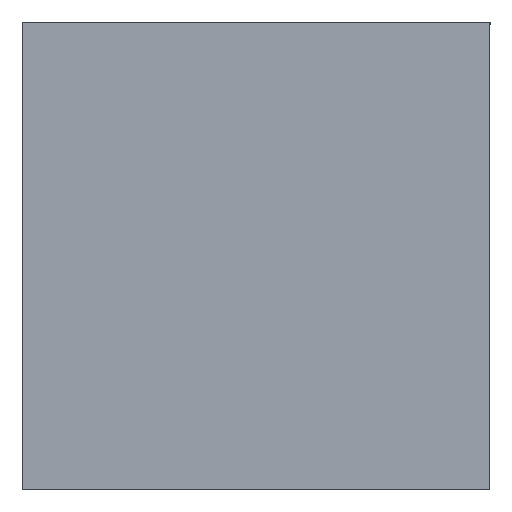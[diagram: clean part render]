
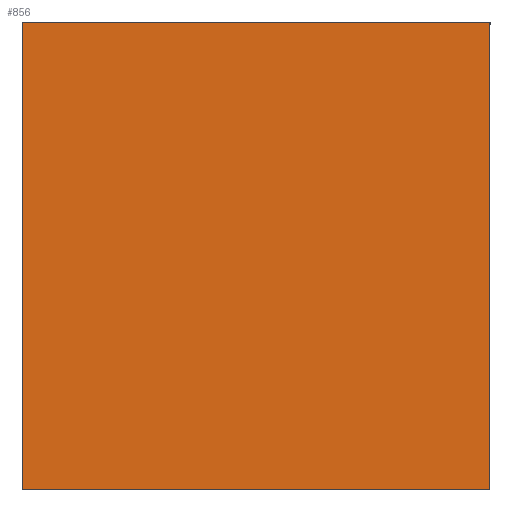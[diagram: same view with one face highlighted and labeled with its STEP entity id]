
A CAD part, front view. The second image highlights one B-rep face of the part: STEP entity #856.
In plain terms, the highlighted planar face has unit normal (0, -1, 0).
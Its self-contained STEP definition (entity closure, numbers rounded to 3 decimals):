
#439 = VECTOR ( 'NONE', #5297, 1000. ) ;
#717 = CARTESIAN_POINT ( 'NONE',  ( 32.55, -0.4, -32.55 ) ) ;
#856 = ADVANCED_FACE ( 'NONE', ( #5807 ), #9164, .T. ) ;
#1053 = CARTESIAN_POINT ( 'NONE',  ( -32.55, -0.4, 32.55 ) ) ;
#2000 = ORIENTED_EDGE ( 'NONE', *, *, #8438, .F. ) ;
#2327 = LINE ( 'NONE', #6741, #439 ) ;
#2482 = ORIENTED_EDGE ( 'NONE', *, *, #2516, .F. ) ;
#2513 = VERTEX_POINT ( 'NONE', #717 ) ;
#2516 = EDGE_CURVE ( 'NONE', #10152, #6067, #4023, .T. ) ;
#2696 = EDGE_CURVE ( 'NONE', #13651, #2513, #13642, .T. ) ;
#3399 = DIRECTION ( 'NONE',  ( 0., 0., -1. ) ) ;
#3616 = CARTESIAN_POINT ( 'NONE',  ( 32.55, -0.4, 32.55 ) ) ;
#4023 = LINE ( 'NONE', #10630, #10726 ) ;
#4728 = CARTESIAN_POINT ( 'NONE',  ( 32.55, -0.4, -32.55 ) ) ;
#4940 = CARTESIAN_POINT ( 'NONE',  ( -32.55, -0.4, -32.55 ) ) ;
#5297 = DIRECTION ( 'NONE',  ( -1., 0., 0. ) ) ;
#5807 = FACE_OUTER_BOUND ( 'NONE', #8760, .T. ) ;
#6067 = VERTEX_POINT ( 'NONE', #1053 ) ;
#6111 = CARTESIAN_POINT ( 'NONE',  ( -32.55, -0.4, 32.55 ) ) ;
#6741 = CARTESIAN_POINT ( 'NONE',  ( -32.55, -0.4, -32.55 ) ) ;
#7216 = LINE ( 'NONE', #6111, #9359 ) ;
#7286 = DIRECTION ( 'NONE',  ( 1., 0., 0. ) ) ;
#7387 = ORIENTED_EDGE ( 'NONE', *, *, #2696, .F. ) ;
#8064 = DIRECTION ( 'NONE',  ( 0., -1., 0. ) ) ;
#8140 = AXIS2_PLACEMENT_3D ( 'NONE', #4728, #8064, #10398 ) ;
#8438 = EDGE_CURVE ( 'NONE', #2513, #10152, #2327, .T. ) ;
#8760 = EDGE_LOOP ( 'NONE', ( #7387, #12820, #2482, #2000 ) ) ;
#9164 = PLANE ( 'NONE',  #8140 ) ;
#9359 = VECTOR ( 'NONE', #7286, 1000. ) ;
#10152 = VERTEX_POINT ( 'NONE', #4940 ) ;
#10398 = DIRECTION ( 'NONE',  ( 0., 0., -1. ) ) ;
#10611 = CARTESIAN_POINT ( 'NONE',  ( 32.55, -0.4, 32.55 ) ) ;
#10630 = CARTESIAN_POINT ( 'NONE',  ( -32.55, -0.4, 32.55 ) ) ;
#10726 = VECTOR ( 'NONE', #13049, 1000. ) ;
#12661 = EDGE_CURVE ( 'NONE', #6067, #13651, #7216, .T. ) ;
#12820 = ORIENTED_EDGE ( 'NONE', *, *, #12661, .F. ) ;
#13049 = DIRECTION ( 'NONE',  ( 0., 0., 1. ) ) ;
#13642 = LINE ( 'NONE', #3616, #14116 ) ;
#13651 = VERTEX_POINT ( 'NONE', #10611 ) ;
#14116 = VECTOR ( 'NONE', #3399, 1000. ) ;
